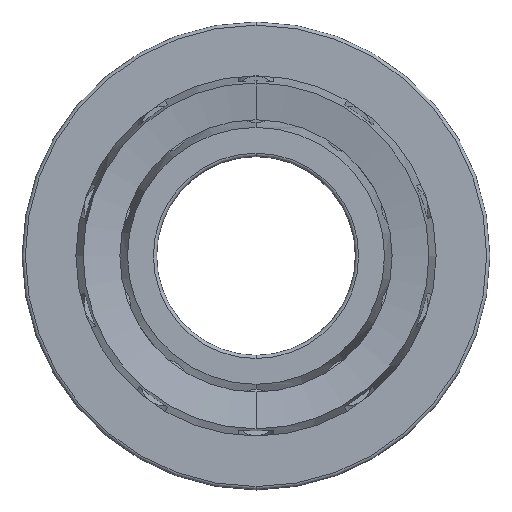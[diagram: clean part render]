
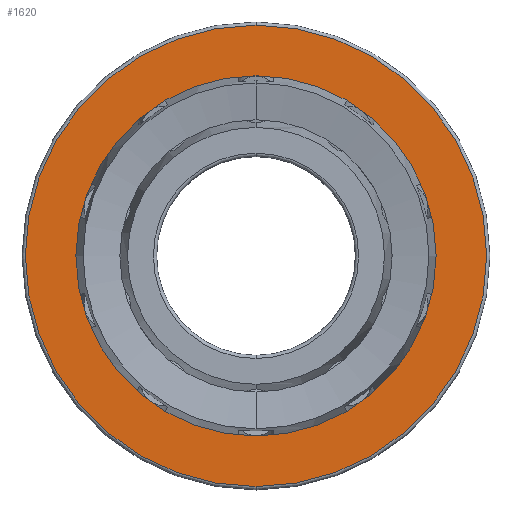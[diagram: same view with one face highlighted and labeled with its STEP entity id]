
A CAD part, top view. The second image highlights one B-rep face of the part: STEP entity #1620.
In plain terms, the highlighted planar face has unit normal (0, 0, 1).
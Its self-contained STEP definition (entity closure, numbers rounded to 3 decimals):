
#111 = DIRECTION ( 'NONE',  ( 0., 0., 1. ) ) ;
#121 = FACE_BOUND ( 'NONE', #3032, .T. ) ;
#142 = DIRECTION ( 'NONE',  ( 0., -1., 0. ) ) ;
#181 = CARTESIAN_POINT ( 'NONE',  ( 0., -15.4, 5.5 ) ) ;
#203 = VERTEX_POINT ( 'NONE', #2869 ) ;
#207 = AXIS2_PLACEMENT_3D ( 'NONE', #390, #3038, #1154 ) ;
#390 = CARTESIAN_POINT ( 'NONE',  ( 0., 0., 5.5 ) ) ;
#434 = DIRECTION ( 'NONE',  ( 0., 0., -1. ) ) ;
#600 = CARTESIAN_POINT ( 'NONE',  ( 0., 0., 5.5 ) ) ;
#657 = FACE_OUTER_BOUND ( 'NONE', #3046, .T. ) ;
#709 = DIRECTION ( 'NONE',  ( 0., 1., 0. ) ) ;
#738 = EDGE_CURVE ( 'NONE', #2721, #1863, #2557, .T. ) ;
#856 = DIRECTION ( 'NONE',  ( 0., 1., 0. ) ) ;
#928 = CARTESIAN_POINT ( 'NONE',  ( 0., 15.4, 5.5 ) ) ;
#950 = DIRECTION ( 'NONE',  ( 0., 0., 1. ) ) ;
#956 = CIRCLE ( 'NONE', #3057, 15.4 ) ;
#1005 = AXIS2_PLACEMENT_3D ( 'NONE', #600, #3276, #856 ) ;
#1154 = DIRECTION ( 'NONE',  ( 0., 1., 0. ) ) ;
#1242 = AXIS2_PLACEMENT_3D ( 'NONE', #1419, #111, #142 ) ;
#1249 = EDGE_CURVE ( 'NONE', #203, #2056, #956, .T. ) ;
#1419 = CARTESIAN_POINT ( 'NONE',  ( 0., 0., 5.5 ) ) ;
#1456 = DIRECTION ( 'NONE',  ( 0., -1., 0. ) ) ;
#1473 = CIRCLE ( 'NONE', #207, 19.725 ) ;
#1620 = ADVANCED_FACE ( 'NONE', ( #657, #121 ), #1706, .F. ) ;
#1706 = PLANE ( 'NONE',  #2841 ) ;
#1863 = VERTEX_POINT ( 'NONE', #2445 ) ;
#2056 = VERTEX_POINT ( 'NONE', #181 ) ;
#2445 = CARTESIAN_POINT ( 'NONE',  ( 0., -19.725, 5.5 ) ) ;
#2486 = CARTESIAN_POINT ( 'NONE',  ( 0., 19.725, 5.5 ) ) ;
#2557 = CIRCLE ( 'NONE', #1005, 19.725 ) ;
#2721 = VERTEX_POINT ( 'NONE', #2486 ) ;
#2739 = EDGE_CURVE ( 'NONE', #2056, #203, #3120, .T. ) ;
#2841 = AXIS2_PLACEMENT_3D ( 'NONE', #928, #434, #709 ) ;
#2869 = CARTESIAN_POINT ( 'NONE',  ( 0., 15.4, 5.5 ) ) ;
#2872 = ORIENTED_EDGE ( 'NONE', *, *, #3141, .T. ) ;
#2890 = ORIENTED_EDGE ( 'NONE', *, *, #1249, .F. ) ;
#3013 = CARTESIAN_POINT ( 'NONE',  ( 0., 0., 5.5 ) ) ;
#3032 = EDGE_LOOP ( 'NONE', ( #2890, #3197 ) ) ;
#3038 = DIRECTION ( 'NONE',  ( 0., 0., 1. ) ) ;
#3046 = EDGE_LOOP ( 'NONE', ( #3186, #2872 ) ) ;
#3057 = AXIS2_PLACEMENT_3D ( 'NONE', #3013, #950, #1456 ) ;
#3120 = CIRCLE ( 'NONE', #1242, 15.4 ) ;
#3141 = EDGE_CURVE ( 'NONE', #1863, #2721, #1473, .T. ) ;
#3186 = ORIENTED_EDGE ( 'NONE', *, *, #738, .T. ) ;
#3197 = ORIENTED_EDGE ( 'NONE', *, *, #2739, .F. ) ;
#3276 = DIRECTION ( 'NONE',  ( 0., 0., 1. ) ) ;
